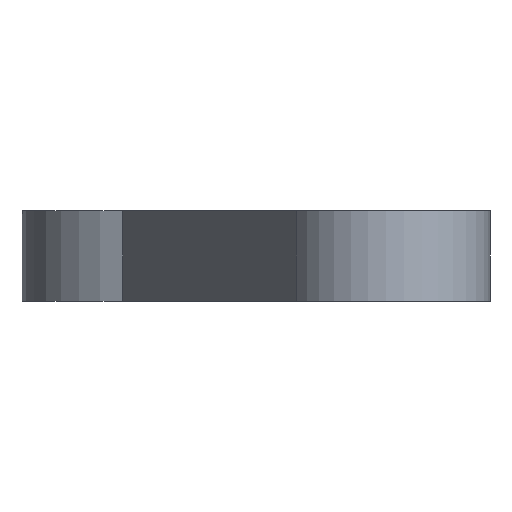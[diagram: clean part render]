
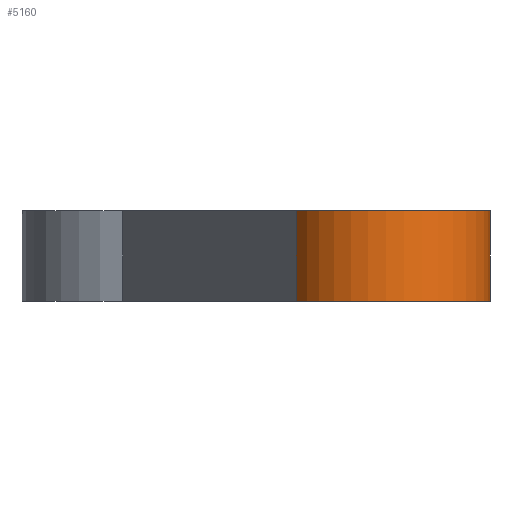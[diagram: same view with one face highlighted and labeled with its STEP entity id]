
A CAD part, left-side view. The second image highlights one B-rep face of the part: STEP entity #5160.
In plain terms, the highlighted cylindrical face has radius 40 mm (diameter 80 mm), a partial arc.
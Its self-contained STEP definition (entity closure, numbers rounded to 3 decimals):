
#23=CARTESIAN_POINT('',(-150.,-83.5,-17.5));
#24=DIRECTION('',(0.,0.,1.));
#25=DIRECTION('',(-0.5,0.866,0.));
#26=AXIS2_PLACEMENT_3D('',#23,#24,#25);
#110=DIRECTION('',(0.,0.,1.));
#111=VECTOR('',#110,35.);
#112=CARTESIAN_POINT('',(-143.054,-122.892,-17.5));
#113=LINE('',#112,#111);
#213=CARTESIAN_POINT('',(-150.,-83.5,17.5));
#214=DIRECTION('',(0.,0.,1.));
#215=DIRECTION('',(-0.5,0.866,0.));
#216=AXIS2_PLACEMENT_3D('',#213,#214,#215);
#1348=DIRECTION('',(0.,0.,1.));
#1349=VECTOR('',#1348,35.);
#1350=CARTESIAN_POINT('',(-170.,-48.859,-17.5));
#1351=LINE('',#1350,#1349);
#2985=CARTESIAN_POINT('',(-170.,-48.859,-17.5));
#2987=VERTEX_POINT('',#2985);
#2988=CARTESIAN_POINT('',(-143.054,-122.892,-17.5));
#2989=VERTEX_POINT('',#2988);
#2991=CARTESIAN_POINT('',(-170.,-48.859,17.5));
#2993=VERTEX_POINT('',#2991);
#2994=CARTESIAN_POINT('',(-143.054,-122.892,17.5));
#2995=VERTEX_POINT('',#2994);
#5149=CARTESIAN_POINT('',(-150.,-83.5,-17.5));
#5150=DIRECTION('',(0.,0.,1.));
#5151=DIRECTION('',(1.,0.,0.));
#5152=AXIS2_PLACEMENT_3D('',#5149,#5150,#5151);
#5153=CYLINDRICAL_SURFACE('',#5152,40.);
#5154=ORIENTED_EDGE('',*,*,#3973,.F.);
#5155=ORIENTED_EDGE('',*,*,#5144,.T.);
#5156=ORIENTED_EDGE('',*,*,#4086,.T.);
#5157=ORIENTED_EDGE('',*,*,#4052,.F.);
#5158=EDGE_LOOP('',(#5154,#5155,#5156,#5157));
#5159=FACE_OUTER_BOUND('',#5158,.F.);
#5160=ADVANCED_FACE('',(#5159),#5153,.T.);
#27=CIRCLE('',#26,40.);
#217=CIRCLE('',#216,40.);
#3973=EDGE_CURVE('',#2987,#2989,#27,.T.);
#4052=EDGE_CURVE('',#2989,#2995,#113,.T.);
#4086=EDGE_CURVE('',#2993,#2995,#217,.T.);
#5144=EDGE_CURVE('',#2987,#2993,#1351,.T.);
